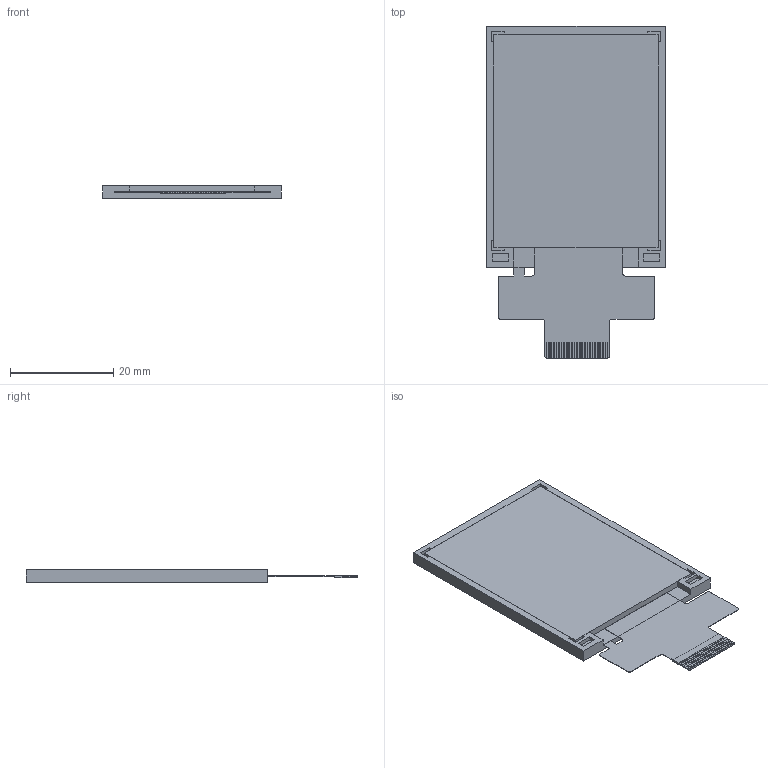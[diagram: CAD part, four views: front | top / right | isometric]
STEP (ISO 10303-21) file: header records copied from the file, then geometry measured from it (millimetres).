
FILE_DESCRIPTION (( 'STEP AP214' ), '1' );
FILE_NAME ('NHD-1.8-128160EF-CSXN#-F.STEP', '2017-05-02T21:03:08', ( '' ), ( '' ), 'SwSTEP 2.0', 'SolidWorks 2015', '' );
FILE_SCHEMA (( 'AUTOMOTIVE_DESIGN' ));
Length unit declared in the file: millimetre
Products named in the file (1): NHD-1.8-128160EF-CSXN#-F
Bounding box: 34.7 x 64.38 x 2.4 mm (x, y, z)
Volume: 3792.8 mm3; surface area: 4706.3 mm2
Topology: 2 solids, 2 shells, 180 faces, 514 edges, 340 vertices
Faces by surface type: plane 170, cylinder 10
Entity records: 7777 total; most frequent: CARTESIAN_POINT 1035, ORIENTED_EDGE 1028, DIRECTION 896, EDGE_CURVE 514, LINE 494, VECTOR 494, VERTEX_POINT 340, AXIS2_PLACEMENT_3D 201
